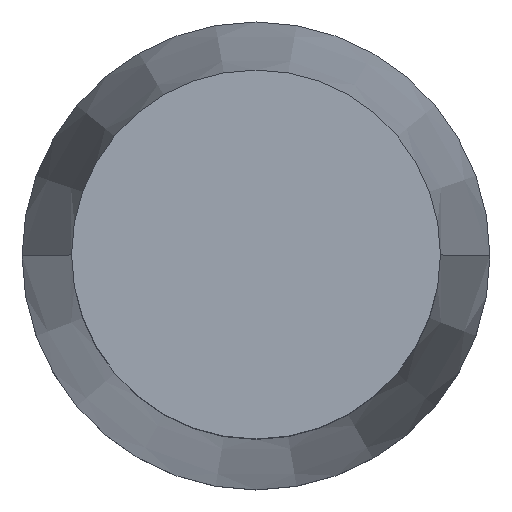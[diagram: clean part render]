
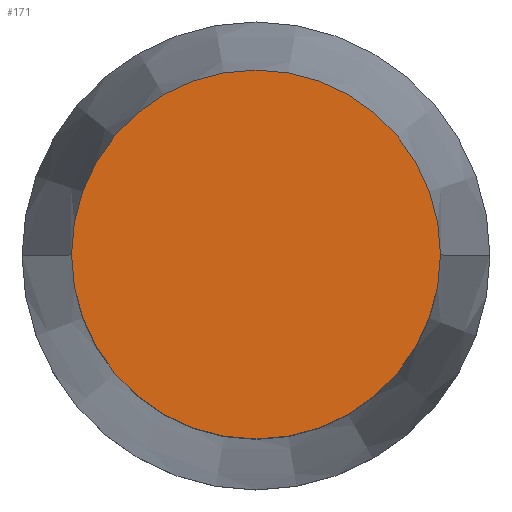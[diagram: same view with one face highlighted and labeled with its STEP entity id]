
A CAD part, top view. The second image highlights one B-rep face of the part: STEP entity #171.
In plain terms, the highlighted planar face has unit normal (0, 0, 1).
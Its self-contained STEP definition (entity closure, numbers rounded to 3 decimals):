
#15 = EDGE_CURVE ( 'NONE', #304, #733, #250, .T. ) ;
#45 = CARTESIAN_POINT ( 'NONE',  ( 0., 0., 0. ) ) ;
#58 = EDGE_CURVE ( 'NONE', #733, #304, #317, .T. ) ;
#97 = EDGE_LOOP ( 'NONE', ( #398, #454 ) ) ;
#131 = DIRECTION ( 'NONE',  ( 1., 0., 0. ) ) ;
#157 = CARTESIAN_POINT ( 'NONE',  ( -10.25, 0., 0. ) ) ;
#171 = ADVANCED_FACE ( 'NONE', ( #229 ), #513, .F. ) ;
#229 = FACE_OUTER_BOUND ( 'NONE', #97, .T. ) ;
#250 = CIRCLE ( 'NONE', #684, 10.25 ) ;
#289 = CARTESIAN_POINT ( 'NONE',  ( 0., 0., 0. ) ) ;
#304 = VERTEX_POINT ( 'NONE', #157 ) ;
#317 = CIRCLE ( 'NONE', #610, 10.25 ) ;
#398 = ORIENTED_EDGE ( 'NONE', *, *, #58, .T. ) ;
#454 = ORIENTED_EDGE ( 'NONE', *, *, #15, .T. ) ;
#474 = DIRECTION ( 'NONE',  ( 0., 0., 1. ) ) ;
#489 = DIRECTION ( 'NONE',  ( -1., 0., 0. ) ) ;
#513 = PLANE ( 'NONE',  #515 ) ;
#515 = AXIS2_PLACEMENT_3D ( 'NONE', #289, #737, #489 ) ;
#558 = CARTESIAN_POINT ( 'NONE',  ( 10.25, 0., 0. ) ) ;
#592 = DIRECTION ( 'NONE',  ( 1., 0., 0. ) ) ;
#610 = AXIS2_PLACEMENT_3D ( 'NONE', #690, #663, #592 ) ;
#663 = DIRECTION ( 'NONE',  ( 0., 0., 1. ) ) ;
#684 = AXIS2_PLACEMENT_3D ( 'NONE', #45, #474, #131 ) ;
#690 = CARTESIAN_POINT ( 'NONE',  ( 0., 0., 0. ) ) ;
#733 = VERTEX_POINT ( 'NONE', #558 ) ;
#737 = DIRECTION ( 'NONE',  ( 0., 0., -1. ) ) ;
